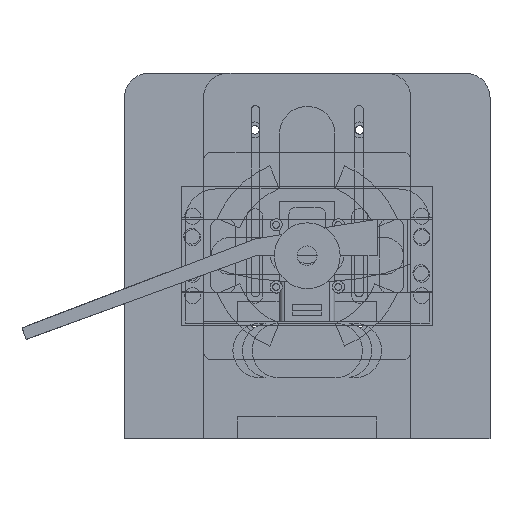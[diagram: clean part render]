
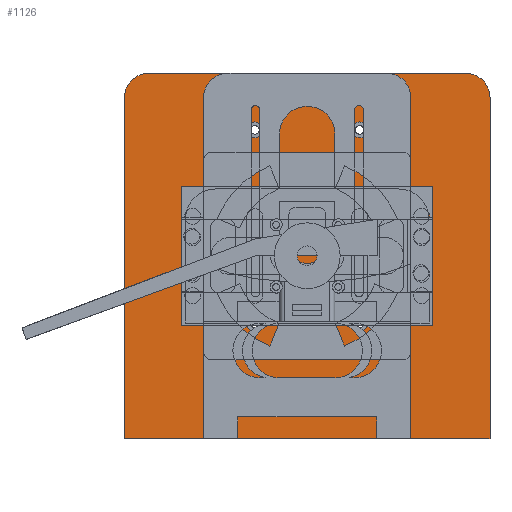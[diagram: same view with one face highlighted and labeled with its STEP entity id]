
A CAD part, top view. The second image highlights one B-rep face of the part: STEP entity #1126.
In plain terms, the highlighted planar face has unit normal (0, 0, 1).
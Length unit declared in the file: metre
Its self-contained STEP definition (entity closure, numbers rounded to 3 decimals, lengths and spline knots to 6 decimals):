
#1126 = ADVANCED_FACE( '', ( #2525, #2526, #2527, #2528, #2529, #2530, #2531, #2532, #2533, #2534, #2535 ), #2536, .T. );
#2525 = FACE_OUTER_BOUND( '', #4191, .T. );
#2526 = FACE_BOUND( '', #4192, .T. );
#2527 = FACE_BOUND( '', #4193, .T. );
#2528 = FACE_BOUND( '', #4194, .T. );
#2529 = FACE_BOUND( '', #4195, .T. );
#2530 = FACE_BOUND( '', #4196, .T. );
#2531 = FACE_BOUND( '', #4197, .T. );
#2532 = FACE_BOUND( '', #4198, .T. );
#2533 = FACE_BOUND( '', #4199, .T. );
#2534 = FACE_BOUND( '', #4200, .T. );
#2535 = FACE_BOUND( '', #4201, .T. );
#2536 = PLANE( '', #4202 );
#4191 = EDGE_LOOP( '', ( #6902, #6903, #6904, #6905, #6906, #6907 ) );
#4192 = EDGE_LOOP( '', ( #6908 ) );
#4193 = EDGE_LOOP( '', ( #6909 ) );
#4194 = EDGE_LOOP( '', ( #6910 ) );
#4195 = EDGE_LOOP( '', ( #6911 ) );
#4196 = EDGE_LOOP( '', ( #6912 ) );
#4197 = EDGE_LOOP( '', ( #6913 ) );
#4198 = EDGE_LOOP( '', ( #6914 ) );
#4199 = EDGE_LOOP( '', ( #6915 ) );
#4200 = EDGE_LOOP( '', ( #6916 ) );
#4201 = EDGE_LOOP( '', ( #6917 ) );
#4202 = AXIS2_PLACEMENT_3D( '', #6918, #6919, #6920 );
#6902 = ORIENTED_EDGE( '', *, *, #8674, .F. );
#6903 = ORIENTED_EDGE( '', *, *, #8643, .F. );
#6904 = ORIENTED_EDGE( '', *, *, #8999, .T. );
#6905 = ORIENTED_EDGE( '', *, *, #8574, .T. );
#6906 = ORIENTED_EDGE( '', *, *, #8409, .T. );
#6907 = ORIENTED_EDGE( '', *, *, #8903, .T. );
#6908 = ORIENTED_EDGE( '', *, *, #8378, .F. );
#6909 = ORIENTED_EDGE( '', *, *, #9141, .F. );
#6910 = ORIENTED_EDGE( '', *, *, #9142, .F. );
#6911 = ORIENTED_EDGE( '', *, *, #8457, .F. );
#6912 = ORIENTED_EDGE( '', *, *, #8829, .F. );
#6913 = ORIENTED_EDGE( '', *, *, #8113, .T. );
#6914 = ORIENTED_EDGE( '', *, *, #8244, .T. );
#6915 = ORIENTED_EDGE( '', *, *, #8767, .T. );
#6916 = ORIENTED_EDGE( '', *, *, #9143, .T. );
#6917 = ORIENTED_EDGE( '', *, *, #8329, .T. );
#6918 = CARTESIAN_POINT( '', ( 0., 0., 0.007 ) );
#6919 = DIRECTION( '', ( 0., 0., 1. ) );
#6920 = DIRECTION( '', ( 1., 0., 0. ) );
#8113 = EDGE_CURVE( '', #9396, #9396, #9397, .T. );
#8244 = EDGE_CURVE( '', #9632, #9632, #9633, .T. );
#8329 = EDGE_CURVE( '', #9776, #9776, #9777, .T. );
#8378 = EDGE_CURVE( '', #9861, #9861, #9862, .T. );
#8409 = EDGE_CURVE( '', #9913, #9911, #9914, .T. );
#8457 = EDGE_CURVE( '', #9993, #9993, #9994, .T. );
#8574 = EDGE_CURVE( '', #10184, #9913, #10185, .T. );
#8643 = EDGE_CURVE( '', #10293, #10295, #10296, .T. );
#8674 = EDGE_CURVE( '', #10295, #10346, #10347, .T. );
#8767 = EDGE_CURVE( '', #10490, #10490, #10491, .T. );
#8829 = EDGE_CURVE( '', #10591, #10591, #10592, .T. );
#8903 = EDGE_CURVE( '', #9911, #10346, #10701, .T. );
#8999 = EDGE_CURVE( '', #10293, #10184, #10832, .T. );
#9141 = EDGE_CURVE( '', #11027, #11027, #11028, .T. );
#9142 = EDGE_CURVE( '', #11029, #11029, #11030, .T. );
#9143 = EDGE_CURVE( '', #11031, #11031, #11032, .T. );
#9396 = VERTEX_POINT( '', #11321 );
#9397 = CIRCLE( '', #11322, 0.00325 );
#9632 = VERTEX_POINT( '', #11624 );
#9633 = CIRCLE( '', #11625, 0.00325 );
#9776 = VERTEX_POINT( '', #11809 );
#9777 = CIRCLE( '', #11810, 0.00325 );
#9861 = VERTEX_POINT( '', #11952 );
#9862 = CIRCLE( '', #11953, 0.00325 );
#9911 = VERTEX_POINT( '', #12013 );
#9913 = VERTEX_POINT( '', #12016 );
#9914 = LINE( '', #12017, #12018 );
#9993 = VERTEX_POINT( '', #12121 );
#9994 = CIRCLE( '', #12122, 0.00325 );
#10184 = VERTEX_POINT( '', #12358 );
#10185 = CIRCLE( '', #12359, 0.01 );
#10293 = VERTEX_POINT( '', #12503 );
#10295 = VERTEX_POINT( '', #12506 );
#10296 = LINE( '', #12507, #12508 );
#10346 = VERTEX_POINT( '', #12579 );
#10347 = LINE( '', #12580, #12581 );
#10490 = VERTEX_POINT( '', #12767 );
#10491 = CIRCLE( '', #12768, 0.00325 );
#10591 = VERTEX_POINT( '', #12935 );
#10592 = CIRCLE( '', #12936, 0.00325 );
#10701 = CIRCLE( '', #13080, 0.01 );
#10832 = LINE( '', #13255, #13256 );
#11027 = VERTEX_POINT( '', #13508 );
#11028 = CIRCLE( '', #13509, 0.00325 );
#11029 = VERTEX_POINT( '', #13510 );
#11030 = CIRCLE( '', #13511, 0.00325 );
#11031 = VERTEX_POINT( '', #13512 );
#11032 = CIRCLE( '', #13513, 0.00325 );
#11321 = CARTESIAN_POINT( '', ( 0.024727, -0.02775, 0.007 ) );
#11322 = AXIS2_PLACEMENT_3D( '', #13928, #13929, #13930 );
#11624 = CARTESIAN_POINT( '', ( 0.024727, 0.02525, 0.007 ) );
#11625 = AXIS2_PLACEMENT_3D( '', #14109, #14110, #14111 );
#11809 = CARTESIAN_POINT( '', ( 0.024727, -0.05425, 0.007 ) );
#11810 = AXIS2_PLACEMENT_3D( '', #14216, #14217, #14218 );
#11952 = CARTESIAN_POINT( '', ( -0.018227, 0.05175, 0.007 ) );
#11953 = AXIS2_PLACEMENT_3D( '', #14281, #14282, #14283 );
#12013 = CARTESIAN_POINT( '', ( -0.065, 0.075, 0.007 ) );
#12016 = CARTESIAN_POINT( '', ( 0.065, 0.075, 0.007 ) );
#12017 = CARTESIAN_POINT( '', ( 0., 0.075, 0.007 ) );
#12018 = VECTOR( '', #14323, 1. );
#12121 = CARTESIAN_POINT( '', ( -0.018227, -0.02775, 0.007 ) );
#12122 = AXIS2_PLACEMENT_3D( '', #14387, #14388, #14389 );
#12358 = CARTESIAN_POINT( '', ( 0.075, 0.065, 0.007 ) );
#12359 = AXIS2_PLACEMENT_3D( '', #14544, #14545, #14546 );
#12503 = CARTESIAN_POINT( '', ( 0.075, -0.075, 0.007 ) );
#12506 = CARTESIAN_POINT( '', ( -0.075, -0.075, 0.007 ) );
#12507 = CARTESIAN_POINT( '', ( 0., -0.075, 0.007 ) );
#12508 = VECTOR( '', #14623, 1. );
#12579 = CARTESIAN_POINT( '', ( -0.075, 0.065, 0.007 ) );
#12580 = CARTESIAN_POINT( '', ( -0.075, -0.005, 0.007 ) );
#12581 = VECTOR( '', #14660, 1. );
#12767 = CARTESIAN_POINT( '', ( 0.024727, -0.00125, 0.007 ) );
#12768 = AXIS2_PLACEMENT_3D( '', #14785, #14786, #14787 );
#12935 = CARTESIAN_POINT( '', ( -0.018227, -0.05425, 0.007 ) );
#12936 = AXIS2_PLACEMENT_3D( '', #14868, #14869, #14870 );
#13080 = AXIS2_PLACEMENT_3D( '', #14954, #14955, #14956 );
#13255 = CARTESIAN_POINT( '', ( 0.075, -0.005, 0.007 ) );
#13256 = VECTOR( '', #15055, 1. );
#13508 = CARTESIAN_POINT( '', ( -0.018227, 0.02525, 0.007 ) );
#13509 = AXIS2_PLACEMENT_3D( '', #15224, #15225, #15226 );
#13510 = CARTESIAN_POINT( '', ( -0.018227, -0.00125, 0.007 ) );
#13511 = AXIS2_PLACEMENT_3D( '', #15227, #15228, #15229 );
#13512 = CARTESIAN_POINT( '', ( 0.024727, 0.05175, 0.007 ) );
#13513 = AXIS2_PLACEMENT_3D( '', #15230, #15231, #15232 );
#13928 = CARTESIAN_POINT( '', ( 0.021477, -0.02775, 0.007 ) );
#13929 = DIRECTION( '', ( 0., 0., -1. ) );
#13930 = DIRECTION( '', ( 1., 0., 0. ) );
#14109 = CARTESIAN_POINT( '', ( 0.021477, 0.02525, 0.007 ) );
#14110 = DIRECTION( '', ( 0., 0., -1. ) );
#14111 = DIRECTION( '', ( 1., 0., 0. ) );
#14216 = CARTESIAN_POINT( '', ( 0.021477, -0.05425, 0.007 ) );
#14217 = DIRECTION( '', ( 0., 0., -1. ) );
#14218 = DIRECTION( '', ( 1., 0., 0. ) );
#14281 = CARTESIAN_POINT( '', ( -0.021477, 0.05175, 0.007 ) );
#14282 = DIRECTION( '', ( 0., 0., 1. ) );
#14283 = DIRECTION( '', ( 1., 0., 0. ) );
#14323 = DIRECTION( '', ( -1., 0., 0. ) );
#14387 = CARTESIAN_POINT( '', ( -0.021477, -0.02775, 0.007 ) );
#14388 = DIRECTION( '', ( 0., 0., 1. ) );
#14389 = DIRECTION( '', ( 1., 0., 0. ) );
#14544 = CARTESIAN_POINT( '', ( 0.065, 0.065, 0.007 ) );
#14545 = DIRECTION( '', ( 0., 0., 1. ) );
#14546 = DIRECTION( '', ( 1., 0., 0. ) );
#14623 = DIRECTION( '', ( -1., 0., 0. ) );
#14660 = DIRECTION( '', ( 0., 1., 0. ) );
#14785 = CARTESIAN_POINT( '', ( 0.021477, -0.00125, 0.007 ) );
#14786 = DIRECTION( '', ( 0., 0., -1. ) );
#14787 = DIRECTION( '', ( 1., 0., 0. ) );
#14868 = CARTESIAN_POINT( '', ( -0.021477, -0.05425, 0.007 ) );
#14869 = DIRECTION( '', ( 0., 0., 1. ) );
#14870 = DIRECTION( '', ( 1., 0., 0. ) );
#14954 = CARTESIAN_POINT( '', ( -0.065, 0.065, 0.007 ) );
#14955 = DIRECTION( '', ( 0., 0., 1. ) );
#14956 = DIRECTION( '', ( 1., 0., 0. ) );
#15055 = DIRECTION( '', ( 0., 1., 0. ) );
#15224 = CARTESIAN_POINT( '', ( -0.021477, 0.02525, 0.007 ) );
#15225 = DIRECTION( '', ( 0., 0., 1. ) );
#15226 = DIRECTION( '', ( 1., 0., 0. ) );
#15227 = CARTESIAN_POINT( '', ( -0.021477, -0.00125, 0.007 ) );
#15228 = DIRECTION( '', ( 0., 0., 1. ) );
#15229 = DIRECTION( '', ( 1., 0., 0. ) );
#15230 = CARTESIAN_POINT( '', ( 0.021477, 0.05175, 0.007 ) );
#15231 = DIRECTION( '', ( 0., 0., -1. ) );
#15232 = DIRECTION( '', ( 1., 0., 0. ) );
